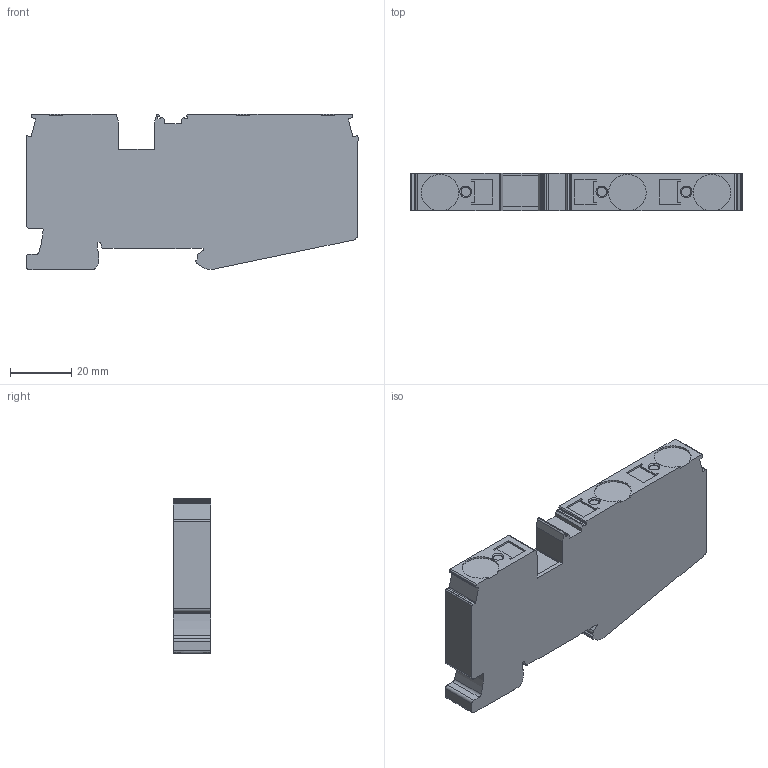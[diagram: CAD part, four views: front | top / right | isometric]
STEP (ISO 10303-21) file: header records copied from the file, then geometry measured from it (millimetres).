
FILE_DESCRIPTION( ( 'Unknown' ), '1' );
FILE_NAME( 'DST16-3-PE-D 簡易3D 20230213.stp', 'Unknown', ( 'Unknown' ), ( 'Unknown' ), 'XStep 1.0', 'Unknown', ' ' );
FILE_SCHEMA( ( 'automotive_design' ) );
Length unit declared in the file: millimetre
Products named in the file (1): DST16-3-M01
Bounding box: 108.11 x 12.2 x 50.71 mm (x, y, z)
Volume: 57851.3 mm3; surface area: 14154 mm2
Topology: 1 solids, 1 shells, 183 faces, 523 edges, 348 vertices
Faces by surface type: plane 125, cylinder 54, cone 3, extrusion 1
Full cylindrical faces by diameter (mm): 3 x3
Entity records: 7411 total; most frequent: CARTESIAN_POINT 1069, ORIENTED_EDGE 1032, DIRECTION 992, EDGE_CURVE 516, VECTOR 404, LINE 403, VERTEX_POINT 347, AXIS2_PLACEMENT_3D 294
